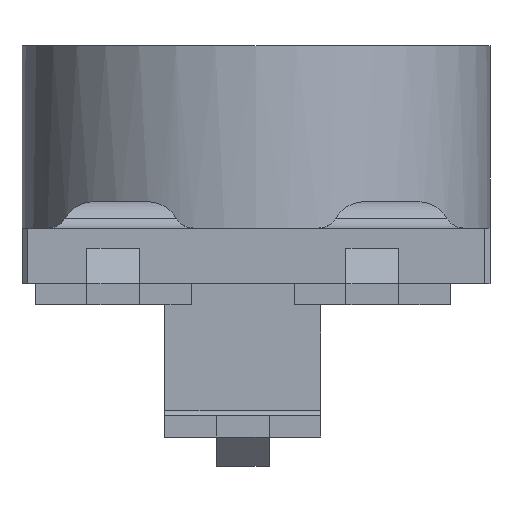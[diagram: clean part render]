
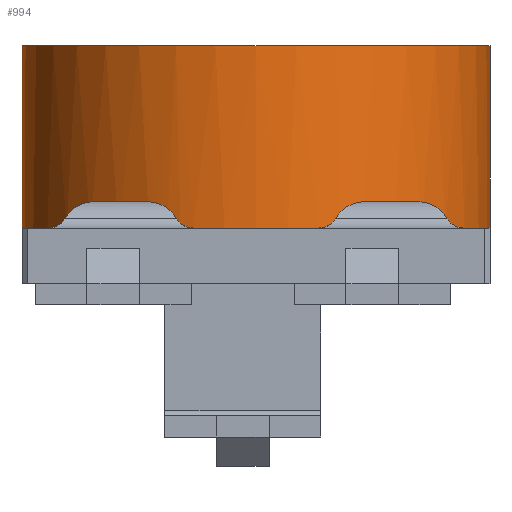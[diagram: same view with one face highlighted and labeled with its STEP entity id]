
A CAD part, front view. The second image highlights one B-rep face of the part: STEP entity #994.
In plain terms, the highlighted cylindrical face has radius 4.496 mm (diameter 8.992 mm), a partial arc.
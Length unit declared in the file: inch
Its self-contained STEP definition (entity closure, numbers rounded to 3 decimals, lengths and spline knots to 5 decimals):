
#5=DIRECTION('',(0.,0.,-1.));
#6=VECTOR('',#5,0.138);
#7=CARTESIAN_POINT('',(-0.177,0.,0.138));
#8=LINE('',#7,#6);
#9=DIRECTION('',(0.,0.,1.));
#10=VECTOR('',#9,0.138);
#11=CARTESIAN_POINT('',(0.177,0.,0.));
#12=LINE('',#11,#10);
#35=CARTESIAN_POINT('',(0.,0.,0.138));
#36=DIRECTION('',(0.,0.,-1.));
#37=DIRECTION('',(1.,0.,0.));
#38=AXIS2_PLACEMENT_3D('',#35,#36,#37);
#55=CARTESIAN_POINT('',(-0.05722,-0.1675,
0.00375));
#56=CARTESIAN_POINT('',(-0.05976,-0.16663,
0.00299));
#57=CARTESIAN_POINT('',(-0.06489,-0.16474,
0.00169));
#58=CARTESIAN_POINT('',(-0.07209,-0.16173,
0.00044));
#59=CARTESIAN_POINT('',(-0.07772,-0.15906,0.));
#60=CARTESIAN_POINT('',(-0.08062,-0.15757,0.));
#62=CARTESIAN_POINT('',(0.08062,-0.15757,0.));
#63=CARTESIAN_POINT('',(0.07781,-0.15901,0.));
#64=CARTESIAN_POINT('',(0.0723,-0.16163,
0.00042));
#65=CARTESIAN_POINT('',(0.06514,-0.16464,
0.00164));
#66=CARTESIAN_POINT('',(0.05987,-0.16659,
0.00295));
#67=CARTESIAN_POINT('',(0.05722,-0.1675,
0.00375));
#69=CARTESIAN_POINT('',(0.05722,-0.1675,
0.00375));
#70=CARTESIAN_POINT('',(0.0563,-0.16781,
0.00295));
#71=CARTESIAN_POINT('',(0.05435,-0.16846,
0.0016));
#72=CARTESIAN_POINT('',(0.0509,-0.16954,
0.00029));
#73=CARTESIAN_POINT('',(0.04852,-0.17022,0.));
#74=CARTESIAN_POINT('',(0.04729,-0.17056,0.));
#76=CARTESIAN_POINT('',(-0.04729,-0.17056,0.));
#77=CARTESIAN_POINT('',(-0.04852,-0.17022,0.));
#78=CARTESIAN_POINT('',(-0.0509,-0.16954,
0.00029));
#79=CARTESIAN_POINT('',(-0.05435,-0.16846,
0.0016));
#80=CARTESIAN_POINT('',(-0.0563,-0.16781,
0.00295));
#81=CARTESIAN_POINT('',(-0.05722,-0.1675,
0.00375));
#94=CARTESIAN_POINT('',(0.,0.,0.));
#95=DIRECTION('',(0.,0.,1.));
#96=DIRECTION('',(-0.267,-0.964,0.));
#97=AXIS2_PLACEMENT_3D('',#94,#95,#96);
#99=CARTESIAN_POINT('',(0.,0.,0.));
#100=DIRECTION('',(0.,0.,1.));
#101=DIRECTION('',(0.456,-0.89,0.));
#102=AXIS2_PLACEMENT_3D('',#99,#100,#101);
#112=CARTESIAN_POINT('',(0.,0.,0.));
#113=DIRECTION('',(0.,0.,1.));
#114=DIRECTION('',(-1.,0.,0.));
#115=AXIS2_PLACEMENT_3D('',#112,#113,#114);
#760=CARTESIAN_POINT('',(-0.177,0.,0.138));
#761=VERTEX_POINT('',#760);
#762=CARTESIAN_POINT('',(-0.177,0.,0.));
#763=VERTEX_POINT('',#762);
#770=CARTESIAN_POINT('',(0.177,0.,0.));
#771=VERTEX_POINT('',#770);
#772=CARTESIAN_POINT('',(0.177,0.,0.138));
#773=VERTEX_POINT('',#772);
#780=VERTEX_POINT('',#55);
#781=VERTEX_POINT('',#60);
#782=CARTESIAN_POINT('',(0.08062,-0.15757,0.));
#783=VERTEX_POINT('',#782);
#784=VERTEX_POINT('',#67);
#785=VERTEX_POINT('',#74);
#786=CARTESIAN_POINT('',(-0.04729,-0.17056,0.));
#787=VERTEX_POINT('',#786);
#970=CARTESIAN_POINT('',(0.,0.,0.));
#971=DIRECTION('',(0.,0.,1.));
#972=DIRECTION('',(1.,0.,0.));
#973=AXIS2_PLACEMENT_3D('',#970,#971,#972);
#974=CYLINDRICAL_SURFACE('',#973,0.177);
#976=ORIENTED_EDGE('',*,*,#975,.T.);
#978=ORIENTED_EDGE('',*,*,#977,.F.);
#979=ORIENTED_EDGE('',*,*,#908,.F.);
#980=ORIENTED_EDGE('',*,*,#958,.F.);
#981=ORIENTED_EDGE('',*,*,#918,.F.);
#983=ORIENTED_EDGE('',*,*,#982,.F.);
#985=ORIENTED_EDGE('',*,*,#984,.T.);
#987=ORIENTED_EDGE('',*,*,#986,.T.);
#989=ORIENTED_EDGE('',*,*,#988,.F.);
#991=ORIENTED_EDGE('',*,*,#990,.T.);
#992=EDGE_LOOP('',(#976,#978,#979,#980,#981,#983,#985,#987,#989,#991));
#993=FACE_OUTER_BOUND('',#992,.F.);
#994=ADVANCED_FACE('',(#993),#974,.T.);
#39=CIRCLE('',#38,0.177);
#61=B_SPLINE_CURVE_WITH_KNOTS('',3,(#55,#56,#57,#58,#59,#60),.UNSPECIFIED.,.F.,
.F.,(4,1,1,4),(0.,0.33333,0.66667,1.),.UNSPECIFIED.);
#68=B_SPLINE_CURVE_WITH_KNOTS('',3,(#62,#63,#64,#65,#66,#67),.UNSPECIFIED.,.F.,
.F.,(4,1,1,4),(0.,0.33333,0.66667,1.),.UNSPECIFIED.);
#75=B_SPLINE_CURVE_WITH_KNOTS('',3,(#69,#70,#71,#72,#73,#74),.UNSPECIFIED.,.F.,
.F.,(4,1,1,4),(0.,0.33333,0.66667,1.),.UNSPECIFIED.);
#82=B_SPLINE_CURVE_WITH_KNOTS('',3,(#76,#77,#78,#79,#80,#81),.UNSPECIFIED.,.F.,
.F.,(4,1,1,4),(0.,0.33333,0.66667,1.),.UNSPECIFIED.);
#98=CIRCLE('',#97,0.177);
#103=CIRCLE('',#102,0.177);
#116=CIRCLE('',#115,0.177);
#908=EDGE_CURVE('',#761,#763,#8,.T.);
#918=EDGE_CURVE('',#771,#773,#12,.T.);
#958=EDGE_CURVE('',#773,#761,#39,.T.);
#975=EDGE_CURVE('',#780,#781,#61,.T.);
#977=EDGE_CURVE('',#763,#781,#116,.T.);
#982=EDGE_CURVE('',#783,#771,#103,.T.);
#984=EDGE_CURVE('',#783,#784,#68,.T.);
#986=EDGE_CURVE('',#784,#785,#75,.T.);
#988=EDGE_CURVE('',#787,#785,#98,.T.);
#990=EDGE_CURVE('',#787,#780,#82,.T.);
